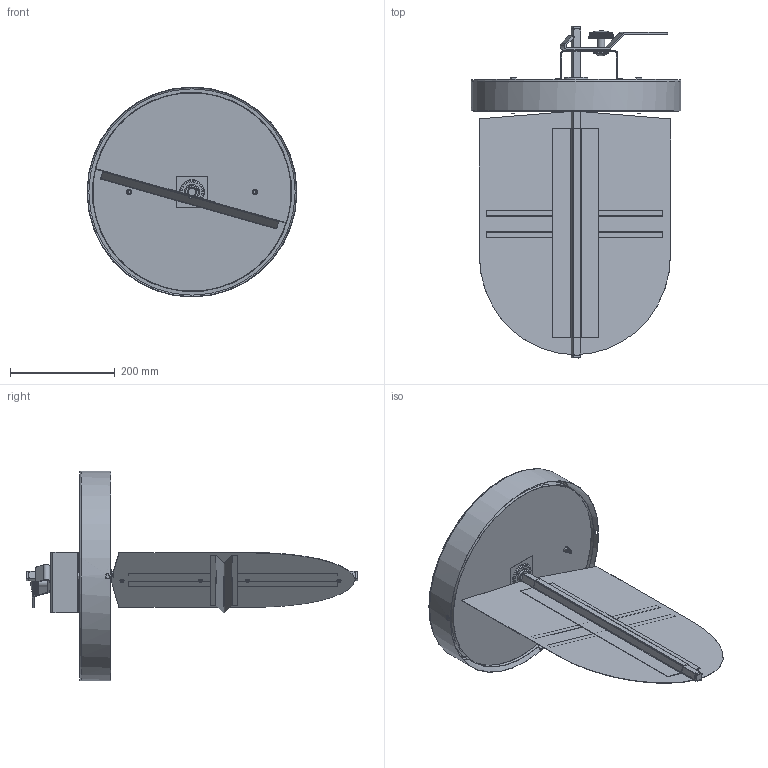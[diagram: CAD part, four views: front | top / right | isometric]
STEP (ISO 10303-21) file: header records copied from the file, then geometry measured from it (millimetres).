
FILE_DESCRIPTION((''),'2;1');
FILE_NAME('HRS-400.stp','2014-02-20T12:27:17',(''),(''),'Autodesk Inventor 2013','Autodesk Inventor 2013','');
FILE_SCHEMA(('AUTOMOTIVE_DESIGN { 1 2 10303 214 0 1 1 1 }'));
Length unit declared in the file: millimetre
Products named in the file (23): HRS-400; FD10009; Lagerbuss; 183001-HRS; 999272_Ø625; HandtagSpjäll; Ändavslut; RattLåsvred; Vagnsbult-M10x25; 999256; Täckbricka; Lock; 999215_Ø380; 127054; 116031; 143067; Borrskruv_4,2x13; DIN 933 - replaced by DIN EN 24017 M6  x 65; 999656; DIN 933 - replaced by DIN EN 24017 M6  x 65_1; 999656_1; Stödprofil-350
Assembly tree (29 placements, depth 2):
  HRS-400
    FD10009
    Lagerbuss
    183001-HRS
    999272_Ø625
    HandtagSpjäll
    Ändavslut  x2
    RattLåsvred
    Vagnsbult-M10x25
    999256  x2
    Täckbricka  x2
    Lock
    999215_Ø380
    Lagerbuss  x2
    127054
    116031
    143067
    Borrskruv_4,2x13  x4
    DIN 933 - replaced by DIN EN 24017 M6  x 65
    999656
    DIN 933 - replaced by DIN EN 24017 M6  x 65_1
    999656_1
    Stödprofil-350
Bounding box: 401.5 x 635 x 401.5 mm (x, y, z)
Volume: 6221874 mm3; surface area: 1702642.1 mm2
Topology: 34 solids, 34 shells, 1455 faces, 3601 edges, 2233 vertices
Faces by surface type: plane 785, cylinder 259, cone 251, torus 149, sphere 11
Full cylindrical faces by diameter (mm): 6.2 x10, 6.8 x1, 8.7 x2, 8.863 x2, 10 x4, 14 x1, 21 x1, 28 x4, 29 x2, 30 x2, 38 x3, 380 x4, 381.2 x2, 400.5 x1, 401.5 x1
Entity records: 36376 total; most frequent: CARTESIAN_POINT 7976, DIRECTION 5993, ORIENTED_EDGE 5684, EDGE_CURVE 2842, AXIS2_PLACEMENT_3D 2292, VERTEX_POINT 1841, VECTOR 1409, LINE 1409
